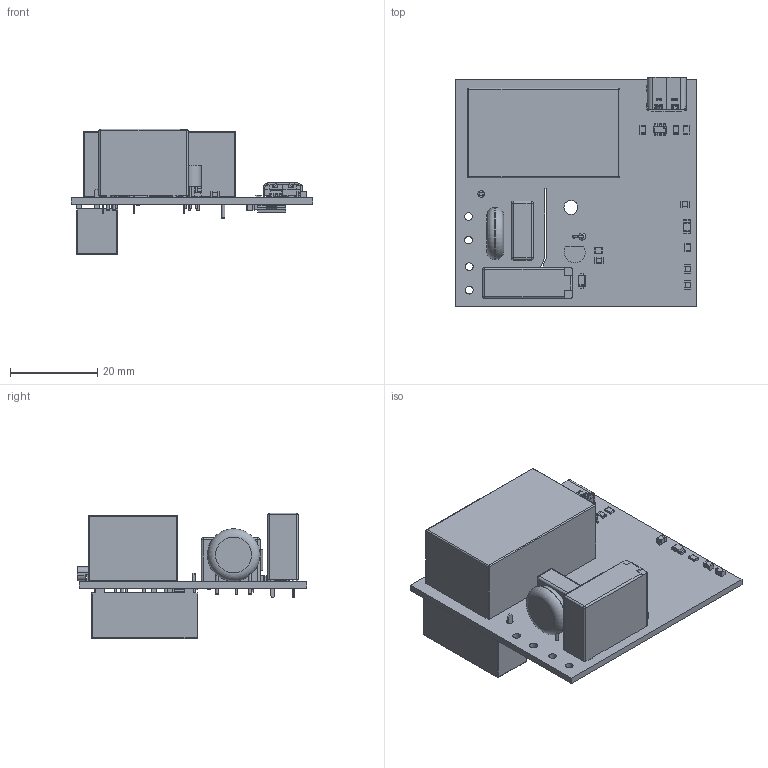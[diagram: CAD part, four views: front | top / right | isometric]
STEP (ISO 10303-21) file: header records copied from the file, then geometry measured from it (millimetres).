
FILE_DESCRIPTION(('KiCad electronic assembly'),'2;1');
FILE_NAME('iot-plug.step','2025-11-02T17:23:06',('Pcbnew'),('Kicad'), 'Open CASCADE STEP processor 7.9','KiCad to STEP converter','Unknown' );
FILE_SCHEMA(('AUTOMOTIVE_DESIGN { 1 0 10303 214 1 1 1 1 }'));
Length unit declared in the file: millimetre
Products named in the file (17): iot-plug 1; R_Axial_DIN0204_L3.6mm_D1.6mm_P2.54mm_Vertical; R_0805_2012Metric; C_0805_2012Metric; D_SOD-123F; R_Axial_DIN0204_L3.6mm_D1.6mm_P1.90mm_Vertical; Converter_ACDC_Hi-Link_HLK-PMxx; C_Rect_L13.5mm_W5.0mm_P10.00mm_FKS3_FKP3_MKS4; HF46F_005-HS1; SOT-23-6; RV_Disc_D12mm_W3.9mm_P7.5mm; USB_C_Receptacle_GCT_USB4105-xx-A_16P_TopMnt_Horizontal; LED_1206_3216Metric; TO-92_Inline; Fuseholder_Cylinder-5x20mm_Stelvio-Kontek_PTF78_Horizontal_Open; SOT-223; iot-plug_PCB
Assembly tree (27 placements, depth 2):
  iot-plug 1
    R_Axial_DIN0204_L3.6mm_D1.6mm_P2.54mm_Vertical
    R_0805_2012Metric  x5
    C_0805_2012Metric  x8
    D_SOD-123F
    R_Axial_DIN0204_L3.6mm_D1.6mm_P1.90mm_Vertical
    Converter_ACDC_Hi-Link_HLK-PMxx
    C_Rect_L13.5mm_W5.0mm_P10.00mm_FKS3_FKP3_MKS4
    HF46F_005-HS1
    SOT-23-6
    RV_Disc_D12mm_W3.9mm_P7.5mm
    USB_C_Receptacle_GCT_USB4105-xx-A_16P_TopMnt_Horizontal
    LED_1206_3216Metric
    TO-92_Inline
    Fuseholder_Cylinder-5x20mm_Stelvio-Kontek_PTF78_Horizontal_Open
    SOT-223
    iot-plug_PCB
Bounding box: 55.36 x 52.62 x 28.78 mm (x, y, z)
Volume: 20656 mm3; surface area: 13808.5 mm2
Topology: 66 solids, 66 shells, 1562 faces, 3902 edges, 2490 vertices
Faces by surface type: plane 1070, cylinder 420, bspline 34, torus 16, sphere 14, cone 8
Full cylindrical faces by diameter (mm): 0.5 x10, 0.65 x2, 0.7 x6, 0.72 x2, 0.75 x3, 0.8 x6, 1 x6, 1.1 x4, 1.44 x2, 1.5 x2, 1.6 x4, 1.75 x4, 3.2 x1, 12 x1
Entity records: 46203 total; most frequent: CARTESIAN_POINT 6780, ORIENTED_EDGE 6223, DIRECTION 6202, EDGE_CURVE 3112, LINE 2406, VECTOR 2406, VERTEX_POINT 1978, AXIS2_PLACEMENT_3D 1898
